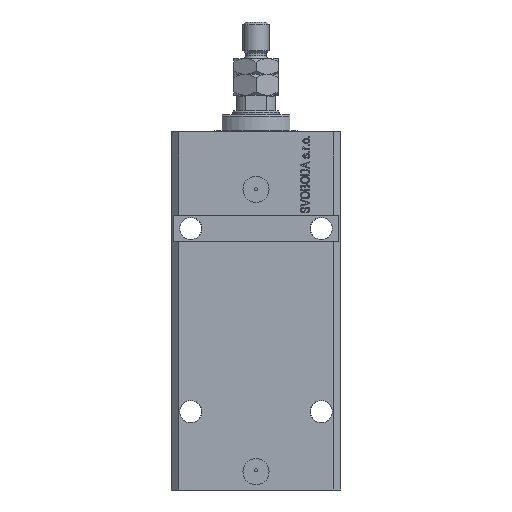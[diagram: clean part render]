
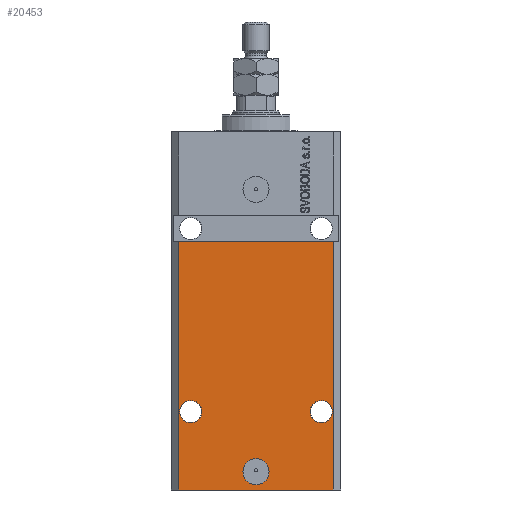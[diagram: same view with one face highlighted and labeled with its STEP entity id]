
A CAD part, front view. The second image highlights one B-rep face of the part: STEP entity #20453.
In plain terms, the highlighted planar face has unit normal (0, -1, 0).
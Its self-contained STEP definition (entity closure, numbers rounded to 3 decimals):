
#19 = AXIS2_PLACEMENT_3D ( 'NONE', #36059, #32791, #40322 ) ;
#917 = AXIS2_PLACEMENT_3D ( 'NONE', #6670, #22024, #37373 ) ;
#928 = ORIENTED_EDGE ( 'NONE', *, *, #35349, .F. ) ;
#1199 = ORIENTED_EDGE ( 'NONE', *, *, #41521, .F. ) ;
#1742 = CARTESIAN_POINT ( 'NONE',  ( -29.5, -22.5, -137. ) ) ;
#2127 = DIRECTION ( 'NONE',  ( 0., 0., 1. ) ) ;
#3080 = EDGE_LOOP ( 'NONE', ( #40422, #30259 ) ) ;
#4650 = CARTESIAN_POINT ( 'NONE',  ( 0., -22.5, -130. ) ) ;
#5402 = EDGE_CURVE ( 'NONE', #12262, #33140, #17752, .T. ) ;
#6027 = DIRECTION ( 'NONE',  ( 0., -1., 0. ) ) ;
#6040 = ORIENTED_EDGE ( 'NONE', *, *, #7289, .T. ) ;
#6670 = CARTESIAN_POINT ( 'NONE',  ( -25., -22.5, -107. ) ) ;
#7072 = DIRECTION ( 'NONE',  ( 1., 0., 0. ) ) ;
#7289 = EDGE_CURVE ( 'NONE', #16086, #12262, #13280, .T. ) ;
#7574 = CARTESIAN_POINT ( 'NONE',  ( 25., -22.5, -107. ) ) ;
#8733 = CARTESIAN_POINT ( 'NONE',  ( 29.5, -22.5, -137. ) ) ;
#12262 = VERTEX_POINT ( 'NONE', #8733 ) ;
#13280 = LINE ( 'NONE', #29421, #16845 ) ;
#13532 = DIRECTION ( 'NONE',  ( 1., 0., 0. ) ) ;
#13672 = EDGE_LOOP ( 'NONE', ( #49730, #17082, #6040, #32466 ) ) ;
#14181 = VECTOR ( 'NONE', #34406, 1000. ) ;
#14258 = EDGE_LOOP ( 'NONE', ( #18640, #928 ) ) ;
#14596 = DIRECTION ( 'NONE',  ( 0., -1., 0. ) ) ;
#16086 = VERTEX_POINT ( 'NONE', #1742 ) ;
#16845 = VECTOR ( 'NONE', #13532, 1000. ) ;
#16870 = CIRCLE ( 'NONE', #45818, 4.25 ) ;
#17082 = ORIENTED_EDGE ( 'NONE', *, *, #26132, .F. ) ;
#17752 = LINE ( 'NONE', #36879, #48983 ) ;
#18376 = FACE_OUTER_BOUND ( 'NONE', #13672, .T. ) ;
#18577 = VERTEX_POINT ( 'NONE', #21134 ) ;
#18640 = ORIENTED_EDGE ( 'NONE', *, *, #44572, .F. ) ;
#18863 = DIRECTION ( 'NONE',  ( 0., -1., 0. ) ) ;
#20453 = ADVANCED_FACE ( 'NONE', ( #26695, #30475, #37497, #18376 ), #33749, .T. ) ;
#21134 = CARTESIAN_POINT ( 'NONE',  ( -29.5, -22.5, -42. ) ) ;
#21148 = EDGE_CURVE ( 'NONE', #48052, #24997, #43537, .T. ) ;
#21769 = CARTESIAN_POINT ( 'NONE',  ( -5., -22.5, -130. ) ) ;
#22024 = DIRECTION ( 'NONE',  ( 0., -1., 0. ) ) ;
#22289 = CARTESIAN_POINT ( 'NONE',  ( -20.75, -22.5, -107. ) ) ;
#22371 = VERTEX_POINT ( 'NONE', #42099 ) ;
#24839 = DIRECTION ( 'NONE',  ( 0., 0., 1. ) ) ;
#24997 = VERTEX_POINT ( 'NONE', #33701 ) ;
#26132 = EDGE_CURVE ( 'NONE', #16086, #18577, #32903, .T. ) ;
#26456 = AXIS2_PLACEMENT_3D ( 'NONE', #7574, #41811, #7072 ) ;
#26606 = CARTESIAN_POINT ( 'NONE',  ( 29.25, -22.5, -107. ) ) ;
#26695 = FACE_BOUND ( 'NONE', #14258, .T. ) ;
#27202 = EDGE_LOOP ( 'NONE', ( #43196, #1199 ) ) ;
#27331 = VERTEX_POINT ( 'NONE', #39084 ) ;
#29421 = CARTESIAN_POINT ( 'NONE',  ( -29.5, -22.5, -137. ) ) ;
#30259 = ORIENTED_EDGE ( 'NONE', *, *, #36335, .F. ) ;
#30475 = FACE_BOUND ( 'NONE', #27202, .T. ) ;
#31501 = AXIS2_PLACEMENT_3D ( 'NONE', #49087, #14596, #45309 ) ;
#31703 = VECTOR ( 'NONE', #24839, 1000. ) ;
#32466 = ORIENTED_EDGE ( 'NONE', *, *, #5402, .T. ) ;
#32791 = DIRECTION ( 'NONE',  ( 0., -1., 0. ) ) ;
#32903 = LINE ( 'NONE', #36660, #31703 ) ;
#33140 = VERTEX_POINT ( 'NONE', #33162 ) ;
#33162 = CARTESIAN_POINT ( 'NONE',  ( 29.5, -22.5, -42. ) ) ;
#33701 = CARTESIAN_POINT ( 'NONE',  ( -29.25, -22.5, -107. ) ) ;
#33749 = PLANE ( 'NONE',  #31501 ) ;
#33920 = CARTESIAN_POINT ( 'NONE',  ( -25., -22.5, -107. ) ) ;
#34406 = DIRECTION ( 'NONE',  ( 1., 0., 0. ) ) ;
#35349 = EDGE_CURVE ( 'NONE', #45708, #27331, #41526, .T. ) ;
#36059 = CARTESIAN_POINT ( 'NONE',  ( 0., -22.5, -130. ) ) ;
#36335 = EDGE_CURVE ( 'NONE', #24997, #48052, #37508, .T. ) ;
#36350 = VERTEX_POINT ( 'NONE', #26606 ) ;
#36397 = EDGE_CURVE ( 'NONE', #18577, #33140, #46954, .T. ) ;
#36660 = CARTESIAN_POINT ( 'NONE',  ( -29.5, -22.5, -137. ) ) ;
#36879 = CARTESIAN_POINT ( 'NONE',  ( 29.5, -22.5, -137. ) ) ;
#37172 = DIRECTION ( 'NONE',  ( 0., -1., 0. ) ) ;
#37373 = DIRECTION ( 'NONE',  ( -1., 0., 0. ) ) ;
#37497 = FACE_BOUND ( 'NONE', #3080, .T. ) ;
#37508 = CIRCLE ( 'NONE', #38309, 4.25 ) ;
#37793 = CIRCLE ( 'NONE', #19, 5. ) ;
#38309 = AXIS2_PLACEMENT_3D ( 'NONE', #33920, #37172, #49257 ) ;
#39084 = CARTESIAN_POINT ( 'NONE',  ( 5., -22.5, -130. ) ) ;
#40322 = DIRECTION ( 'NONE',  ( 1., 0., 0. ) ) ;
#40422 = ORIENTED_EDGE ( 'NONE', *, *, #21148, .F. ) ;
#41521 = EDGE_CURVE ( 'NONE', #22371, #36350, #44095, .T. ) ;
#41526 = CIRCLE ( 'NONE', #46336, 5. ) ;
#41811 = DIRECTION ( 'NONE',  ( 0., -1., 0. ) ) ;
#42099 = CARTESIAN_POINT ( 'NONE',  ( 20.75, -22.5, -107. ) ) ;
#42682 = CARTESIAN_POINT ( 'NONE',  ( -32.5, -22.5, -42. ) ) ;
#43196 = ORIENTED_EDGE ( 'NONE', *, *, #43588, .F. ) ;
#43537 = CIRCLE ( 'NONE', #917, 4.25 ) ;
#43588 = EDGE_CURVE ( 'NONE', #36350, #22371, #16870, .T. ) ;
#44095 = CIRCLE ( 'NONE', #26456, 4.25 ) ;
#44572 = EDGE_CURVE ( 'NONE', #27331, #45708, #37793, .T. ) ;
#44784 = DIRECTION ( 'NONE',  ( 1., 0., 0. ) ) ;
#45309 = DIRECTION ( 'NONE',  ( 1., 0., 0. ) ) ;
#45708 = VERTEX_POINT ( 'NONE', #21769 ) ;
#45818 = AXIS2_PLACEMENT_3D ( 'NONE', #48065, #6027, #44784 ) ;
#46336 = AXIS2_PLACEMENT_3D ( 'NONE', #4650, #18863, #46956 ) ;
#46954 = LINE ( 'NONE', #42682, #14181 ) ;
#46956 = DIRECTION ( 'NONE',  ( 1., 0., 0. ) ) ;
#48052 = VERTEX_POINT ( 'NONE', #22289 ) ;
#48065 = CARTESIAN_POINT ( 'NONE',  ( 25., -22.5, -107. ) ) ;
#48983 = VECTOR ( 'NONE', #2127, 1000. ) ;
#49087 = CARTESIAN_POINT ( 'NONE',  ( -29.5, -22.5, -137. ) ) ;
#49257 = DIRECTION ( 'NONE',  ( -1., 0., 0. ) ) ;
#49730 = ORIENTED_EDGE ( 'NONE', *, *, #36397, .F. ) ;
